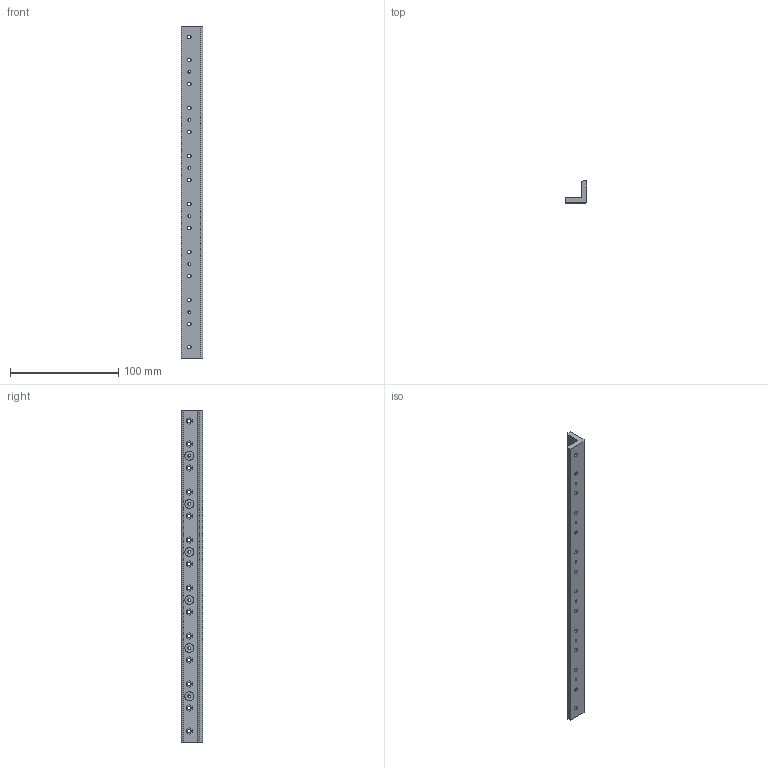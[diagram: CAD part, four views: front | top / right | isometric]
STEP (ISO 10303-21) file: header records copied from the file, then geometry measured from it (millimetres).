
FILE_DESCRIPTION(('HOOPS Exchange Step'),'2;1');
FILE_NAME('temp_export','2025-09-13T18:28:50+02:00',('cb'),('Shapr3D Limited'),'HOOPS Exchange 2025.5','Shapr3D','Authorized');
FILE_SCHEMA( ('AP242_MANAGED_MODEL_BASED_3D_ENGINEERING_MIM_LF {1 0 10303 442 1 1 4}') );
Length unit declared in the file: millimetre
Products named in the file (1): Col-6U-dual-magnet
Bounding box: 20 x 20 x 307.2 mm (x, y, z)
Volume: 48070.1 mm3; surface area: 26891.6 mm2
Topology: 1 solids, 1 shells, 271 faces, 755 edges, 526 vertices
Faces by surface type: plane 216, cylinder 55
Full cylindrical faces by diameter (mm): 2.5 x12, 3.2 x28, 8.25 x12
Entity records: 8967 total; most frequent: CARTESIAN_POINT 1554, ORIENTED_EDGE 1510, DIRECTION 1479, EDGE_CURVE 755, VECTOR 577, LINE 577, VERTEX_POINT 526, AXIS2_PLACEMENT_3D 451
